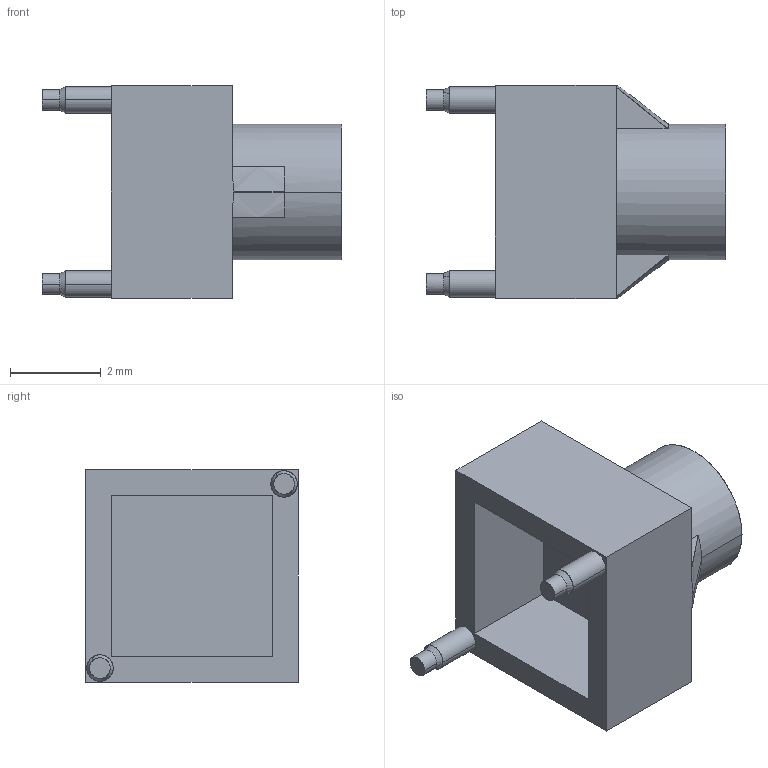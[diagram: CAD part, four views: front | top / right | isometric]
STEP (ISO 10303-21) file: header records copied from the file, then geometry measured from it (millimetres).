
FILE_DESCRIPTION(('FreeCAD Model'),'2;1');
FILE_NAME('VLP-200-F.step','2021-09-02T14:41:01',('Author'),(''), 'Open CASCADE STEP processor 7.3','FreeCAD','Unknown');
FILE_SCHEMA(('AUTOMOTIVE_DESIGN { 1 0 10303 214 1 1 1 1 }'));
Length unit declared in the file: millimetre
Products named in the file (1): VLP_200_F
Bounding box: 6.6 x 4.7 x 4.7 mm (x, y, z)
Surface area: 154.7 mm2 (no closed solid volume)
Topology: 0 solids, 42 shells, 42 faces, 369 edges, 369 vertices
Faces by surface type: bspline 29, revolution 13
Entity records: 6338 total; most frequent: CARTESIAN_POINT 2323, B_SPLINE_CURVE_WITH_KNOTS 589, ORIENTED_EDGE 369, EDGE_CURVE 369, VERTEX_POINT 369, SURFACE_CURVE 369, PCURVE 369, DEFINITIONAL_REPRESENTATION 369
